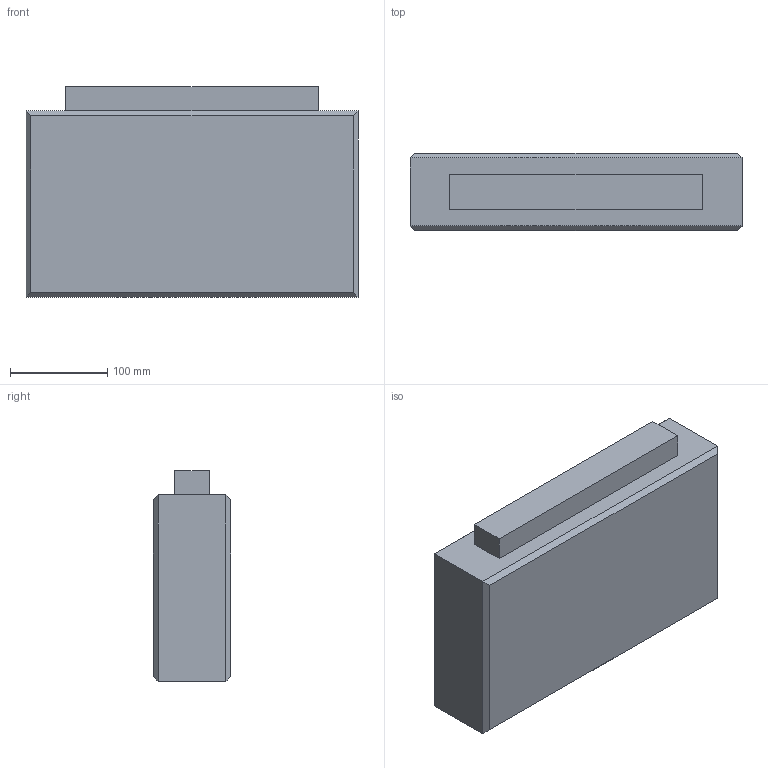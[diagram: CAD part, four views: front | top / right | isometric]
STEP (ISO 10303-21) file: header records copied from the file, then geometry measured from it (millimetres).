
FILE_DESCRIPTION(/* description */ ('Unknown'),/* implementation_level */ '2;1');
FILE_NAME(/* name */ 'SNP 7288 D LED 230V',/* time_stamp */ '2018-04-10T13:41:43+02:00',/* author */ ('Unknown'),/* organization */ ('Unknown'),/* preprocessor_version */ 'ST-DEVELOPER v16.7',/* originating_system */ 'DEX',/* authorisation */ $);
FILE_SCHEMA (('AUTOMOTIVE_DESIGN {1 0 10303 214 3 1 1}'));
Length unit declared in the file: millimetre
Products named in the file (1): SNP 7288 D LED 230V
Bounding box: 342 x 80 x 217 mm (x, y, z)
Volume: 5460753.3 mm3; surface area: 225229 mm2
Topology: 1 solids, 1 shells, 19 faces, 40 edges, 24 vertices
Faces by surface type: plane 19
Entity records: 520 total; most frequent: CARTESIAN_POINT 84, ORIENTED_EDGE 80, DIRECTION 80, EDGE_CURVE 40, LINE 40, VECTOR 40, VERTEX_POINT 24, EDGE_LOOP 20
